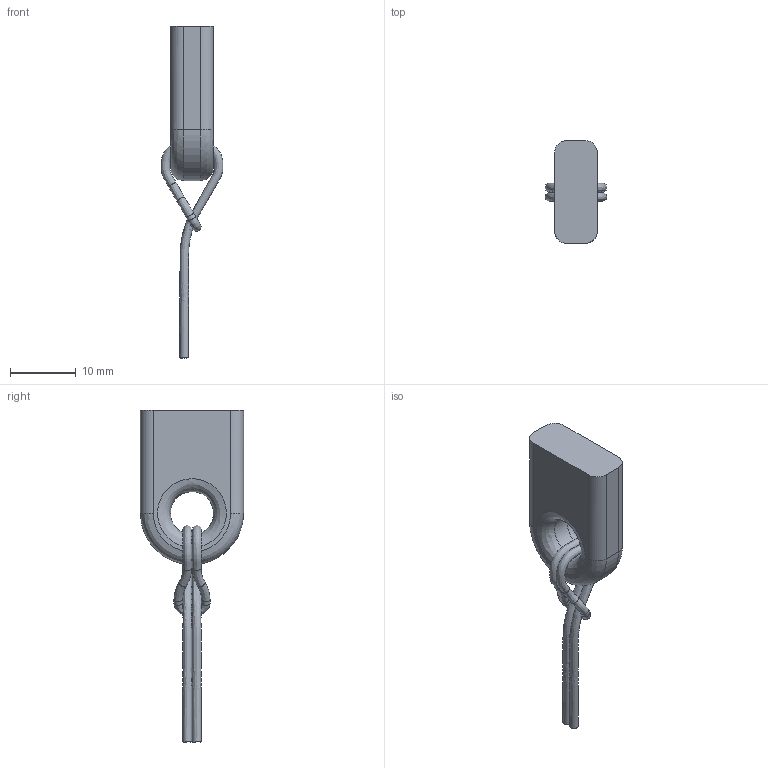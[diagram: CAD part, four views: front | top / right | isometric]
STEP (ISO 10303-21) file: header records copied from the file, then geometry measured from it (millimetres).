
FILE_DESCRIPTION(('FreeCAD Model'),'2;1');
FILE_NAME('Open CASCADE Shape Model','2025-04-27T21:10:42',('FreeCAD'),( 'FreeCAD'),'Open CASCADE STEP processor 7.6','FreeCAD','Unknown');
FILE_SCHEMA(('AUTOMOTIVE_DESIGN { 1 0 10303 214 1 1 1 1 }'));
Length unit declared in the file: millimetre
Products named in the file (1): Open CASCADE STEP translator 7.6 1
Bounding box: 9.44 x 15.74 x 50.68 mm (x, y, z)
Volume: 2059.5 mm3; surface area: 1550.4 mm2
Topology: 2 solids, 2 shells, 28 faces, 62 edges, 36 vertices
Faces by surface type: bspline 28
Entity records: 3700 total; most frequent: CARTESIAN_POINT 3336, ORIENTED_EDGE 124, EDGE_CURVE 62, VERTEX_POINT 36, FACE_BOUND 32, EDGE_LOOP 32, ADVANCED_FACE 28, B_SPLINE_CURVE_WITH_KNOTS 24
